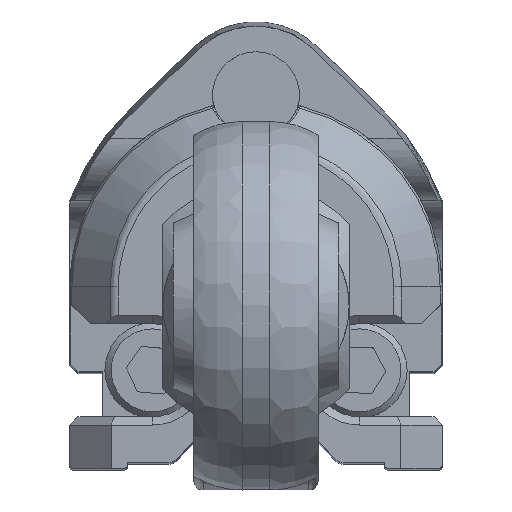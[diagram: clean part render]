
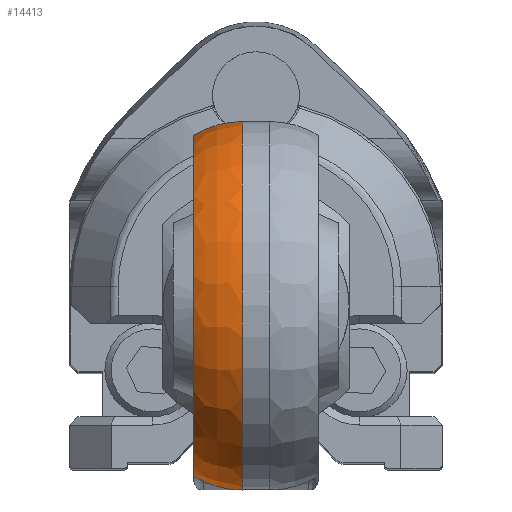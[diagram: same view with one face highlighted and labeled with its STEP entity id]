
A CAD part, top view. The second image highlights one B-rep face of the part: STEP entity #14413.
In plain terms, the highlighted toroidal (fillet/blend) face has major radius 4.4 mm and minor radius 4.5 mm.
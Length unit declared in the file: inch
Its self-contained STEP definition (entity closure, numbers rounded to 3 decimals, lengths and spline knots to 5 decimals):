
#130 = FACE_OUTER_BOUND ( 'NONE', #7090, .T. ) ;
#180 = CIRCLE ( 'NONE', #2949, 0.32461 ) ;
#357 = DIRECTION ( 'NONE',  ( 0., 0., 1. ) ) ;
#657 = EDGE_CURVE ( 'NONE', #7514, #15830, #17379, .T. ) ;
#669 = DIRECTION ( 'NONE',  ( -1., 0., 0. ) ) ;
#938 = TOROIDAL_SURFACE ( 'NONE', #5063, 0.17323, 0.17717 ) ;
#1075 = ORIENTED_EDGE ( 'NONE', *, *, #657, .T. ) ;
#2220 = DIRECTION ( 'NONE',  ( 1., 0., 0. ) ) ;
#2584 = AXIS2_PLACEMENT_3D ( 'NONE', #11609, #21094, #9780 ) ;
#2949 = AXIS2_PLACEMENT_3D ( 'NONE', #13762, #2220, #16880 ) ;
#3261 = ORIENTED_EDGE ( 'NONE', *, *, #7390, .F. ) ;
#3582 = DIRECTION ( 'NONE',  ( 0., 0., 1. ) ) ;
#3927 = CARTESIAN_POINT ( 'NONE',  ( -0.11811, 0.29589, 2.58564 ) ) ;
#4324 = VERTEX_POINT ( 'NONE', #10308 ) ;
#5063 = AXIS2_PLACEMENT_3D ( 'NONE', #16626, #669, #357 ) ;
#5659 = CIRCLE ( 'NONE', #8754, 0.17717 ) ;
#7090 = EDGE_LOOP ( 'NONE', ( #9869, #3261, #1075, #9841 ) ) ;
#7390 = EDGE_CURVE ( 'NONE', #7514, #4324, #11860, .T. ) ;
#7514 = VERTEX_POINT ( 'NONE', #8378 ) ;
#8378 = CARTESIAN_POINT ( 'NONE',  ( -0.02608, -0.37912, 2.58564 ) ) ;
#8754 = AXIS2_PLACEMENT_3D ( 'NONE', #14994, #3582, #8829 ) ;
#8829 = DIRECTION ( 'NONE',  ( -0.519, 0.854, 0. ) ) ;
#9741 = EDGE_CURVE ( 'NONE', #19508, #4324, #180, .T. ) ;
#9780 = DIRECTION ( 'NONE',  ( -0.519, -0.854, 0. ) ) ;
#9841 = ORIENTED_EDGE ( 'NONE', *, *, #10522, .T. ) ;
#9869 = ORIENTED_EDGE ( 'NONE', *, *, #9741, .T. ) ;
#10308 = CARTESIAN_POINT ( 'NONE',  ( -0.11811, -0.35334, 2.58564 ) ) ;
#10522 = EDGE_CURVE ( 'NONE', #15830, #19508, #5659, .T. ) ;
#11609 = CARTESIAN_POINT ( 'NONE',  ( -0.02608, -0.20195, 2.58564 ) ) ;
#11860 = CIRCLE ( 'NONE', #2584, 0.17717 ) ;
#13762 = CARTESIAN_POINT ( 'NONE',  ( -0.11811, -0.02872, 2.58564 ) ) ;
#14353 = DIRECTION ( 'NONE',  ( -1., 0., 0. ) ) ;
#14413 = ADVANCED_FACE ( 'NONE', ( #130 ), #938, .T. ) ;
#14994 = CARTESIAN_POINT ( 'NONE',  ( -0.02608, 0.14451, 2.58564 ) ) ;
#15830 = VERTEX_POINT ( 'NONE', #21282 ) ;
#15961 = CARTESIAN_POINT ( 'NONE',  ( -0.02608, -0.02872, 2.58564 ) ) ;
#16360 = AXIS2_PLACEMENT_3D ( 'NONE', #15961, #14353, #19316 ) ;
#16626 = CARTESIAN_POINT ( 'NONE',  ( -0.02608, -0.02872, 2.58564 ) ) ;
#16880 = DIRECTION ( 'NONE',  ( 0., 0., 1. ) ) ;
#17379 = CIRCLE ( 'NONE', #16360, 0.35039 ) ;
#19316 = DIRECTION ( 'NONE',  ( 0., -1., 0. ) ) ;
#19508 = VERTEX_POINT ( 'NONE', #3927 ) ;
#21094 = DIRECTION ( 'NONE',  ( 0., 0., -1. ) ) ;
#21282 = CARTESIAN_POINT ( 'NONE',  ( -0.02608, 0.32167, 2.58564 ) ) ;
